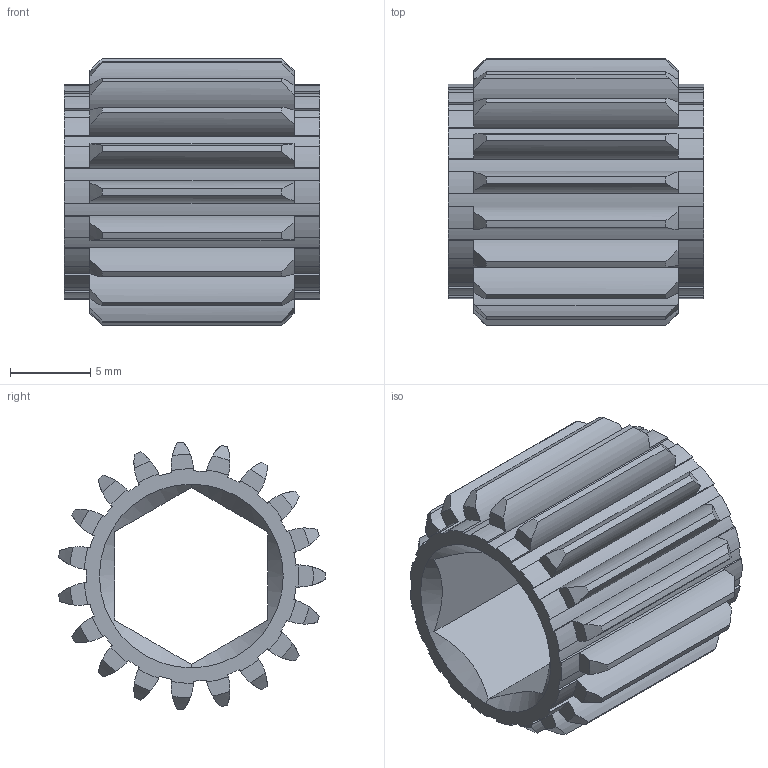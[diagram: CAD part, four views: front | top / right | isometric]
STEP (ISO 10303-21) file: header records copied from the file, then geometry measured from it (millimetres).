
FILE_DESCRIPTION (( 'STEP AP203' ), '1' );
FILE_NAME ('am-4324 19T 32DP 375hex 500FW.STEP', '2022-06-14T13:25:20', ( '' ), ( '' ), 'SwSTEP 2.0', 'SolidWorks 2021', '' );
FILE_SCHEMA (( 'CONFIG_CONTROL_DESIGN' ));
Length unit declared in the file: inch
Products named in the file (1): am-4324 19T 32DP 375hex 500FW
Bounding box: 15.88 x 16.59 x 16.64 mm (x, y, z)
Volume: 1345.7 mm3; surface area: 2022.1 mm2
Topology: 1 solids, 1 shells, 208 faces, 614 edges, 408 vertices
Faces by surface type: cylinder 120, plane 46, cone 42
Entity records: 7403 total; most frequent: CARTESIAN_POINT 1595, DIRECTION 1294, ORIENTED_EDGE 1228, EDGE_CURVE 614, AXIS2_PLACEMENT_3D 563, VERTEX_POINT 408, CIRCLE 354, EDGE_LOOP 210
